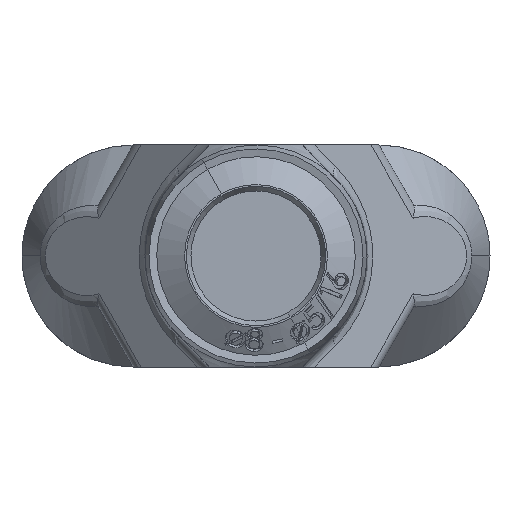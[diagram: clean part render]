
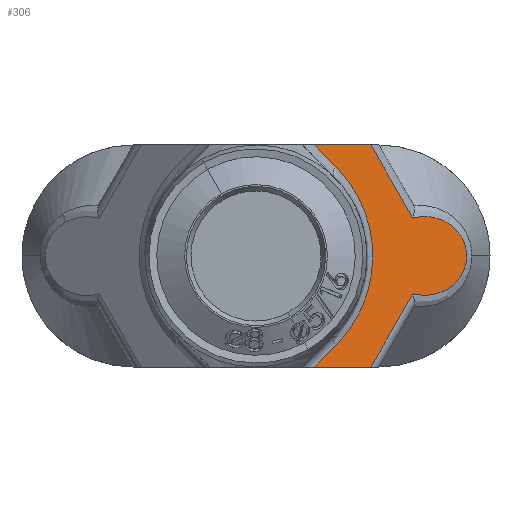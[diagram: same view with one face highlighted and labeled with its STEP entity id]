
A CAD part, front view. The second image highlights one B-rep face of the part: STEP entity #306.
In plain terms, the highlighted planar face has unit normal (0.643, -0.766, 0).
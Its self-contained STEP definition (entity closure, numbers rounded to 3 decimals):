
#306 = ADVANCED_FACE ( 'NONE', ( #10160 ), #10516, .F. ) ;
#378 = VERTEX_POINT ( 'NONE', #12463 ) ;
#379 = VERTEX_POINT ( 'NONE', #12464 ) ;
#380 = VERTEX_POINT ( 'NONE', #12465 ) ;
#382 = VERTEX_POINT ( 'NONE', #12467 ) ;
#383 = VERTEX_POINT ( 'NONE', #12468 ) ;
#384 = VERTEX_POINT ( 'NONE', #12469 ) ;
#409 = VERTEX_POINT ( 'NONE', #12494 ) ;
#410 = VERTEX_POINT ( 'NONE', #12495 ) ;
#1542 = EDGE_LOOP ( 'NONE', ( #2048, #2049, #2050, #2051, #2052, #2053, #2054, #2055 ) ) ;
#1606 = EDGE_CURVE ( 'NONE', #382, #379, #15121, .T. ) ;
#1609 = EDGE_CURVE ( 'NONE', #384, #380, #15123, .T. ) ;
#1613 = EDGE_CURVE ( 'NONE', #380, #383, #10332, .T. ) ;
#1616 = EDGE_CURVE ( 'NONE', #378, #382, #10336, .T. ) ;
#1652 = EDGE_CURVE ( 'NONE', #379, #409, #16355, .T. ) ;
#1653 = EDGE_CURVE ( 'NONE', #410, #409, #16356, .T. ) ;
#1654 = EDGE_CURVE ( 'NONE', #410, #384, #16358, .T. ) ;
#1655 = EDGE_CURVE ( 'NONE', #378, #383, #16360, .T. ) ;
#2048 = ORIENTED_EDGE ( 'NONE', *, *, #1606, .T. ) ;
#2049 = ORIENTED_EDGE ( 'NONE', *, *, #1652, .T. ) ;
#2050 = ORIENTED_EDGE ( 'NONE', *, *, #1653, .F. ) ;
#2051 = ORIENTED_EDGE ( 'NONE', *, *, #1654, .T. ) ;
#2052 = ORIENTED_EDGE ( 'NONE', *, *, #1609, .T. ) ;
#2053 = ORIENTED_EDGE ( 'NONE', *, *, #1613, .T. ) ;
#2054 = ORIENTED_EDGE ( 'NONE', *, *, #1655, .F. ) ;
#2055 = ORIENTED_EDGE ( 'NONE', *, *, #1616, .T. ) ;
#9268 = AXIS2_PLACEMENT_3D ( 'NONE', #10524, #10525, #10526 ) ;
#10160 = FACE_OUTER_BOUND ( 'NONE', #1542, .T. ) ;
#10332 = LINE ( 'NONE', #15693, #10335 ) ;
#10335 = VECTOR ( 'NONE', #15696, 1000. ) ;
#10336 = LINE ( 'NONE', #15689, #10340 ) ;
#10340 = VECTOR ( 'NONE', #15702, 1000. ) ;
#10516 = PLANE ( 'NONE',  #9268 ) ;
#10524 = CARTESIAN_POINT ( 'NONE',  ( -9.067, -4.041, -7. ) ) ;
#10525 = DIRECTION ( 'NONE',  ( -0.643, 0.766, 0. ) ) ;
#10526 = DIRECTION ( 'NONE',  ( -0.766, -0.643, 0. ) ) ;
#12463 = CARTESIAN_POINT ( 'NONE',  ( 7.238, 9.64, -7. ) ) ;
#12464 = CARTESIAN_POINT ( 'NONE',  ( 9.9, 11.874, 2.39 ) ) ;
#12465 = CARTESIAN_POINT ( 'NONE',  ( 5.014, 7.774, -5.657 ) ) ;
#12467 = CARTESIAN_POINT ( 'NONE',  ( 9.9, 11.874, -2.39 ) ) ;
#12468 = CARTESIAN_POINT ( 'NONE',  ( 3.671, 6.647, -7. ) ) ;
#12469 = CARTESIAN_POINT ( 'NONE',  ( 5.014, 7.774, 5.657 ) ) ;
#12494 = CARTESIAN_POINT ( 'NONE',  ( 7.238, 9.64, 7. ) ) ;
#12495 = CARTESIAN_POINT ( 'NONE',  ( 3.671, 6.647, 7. ) ) ;
#15121 = B_SPLINE_CURVE_WITH_KNOTS ( 'NONE', 3,
 ( #15620, #15639, #15643, #15644, #15645, #15646, #15647, #15648, #15649, #15650, #15651, #15652, #15653, #15654, #15655, #15656, #15657, #15658, #15659, #15660, #15661, #15662, #15663, #15664, #15665, #15666, #15667, #15668, #15669, #15670, #15671, #15672 ),
 .UNSPECIFIED., .F., .F.,
 ( 4, 2, 2, 2, 2, 2, 2, 2, 2, 2, 2, 2, 2, 2, 2, 4 ),
 ( 0., 0.001, 0.003, 0.004, 0.004, 0.005, 0.006, 0.006, 0.006, 0.007, 0.007, 0.008, 0.009, 0.01, 0.011, 0.011 ),
 .UNSPECIFIED. ) ;
#15123 =( BOUNDED_CURVE ( )  B_SPLINE_CURVE ( 3, ( #15673, #15677, #15681, #15682 ),
 .UNSPECIFIED., .F., .F. ) 
 B_SPLINE_CURVE_WITH_KNOTS ( ( 4, 4 ),
 ( 2.356, 3.927 ),
 .UNSPECIFIED. ) 
 CURVE ( )  GEOMETRIC_REPRESENTATION_ITEM ( )  RATIONAL_B_SPLINE_CURVE ( ( 1., 0.805, 0.805, 1. ) ) 
 REPRESENTATION_ITEM ( '' )  );
#15620 = CARTESIAN_POINT ( 'NONE',  ( 9.9, 11.874, -2.39 ) ) ;
#15639 = CARTESIAN_POINT ( 'NONE',  ( 10.256, 12.173, -2.481 ) ) ;
#15643 = CARTESIAN_POINT ( 'NONE',  ( 10.621, 12.479, -2.507 ) ) ;
#15644 = CARTESIAN_POINT ( 'NONE',  ( 11.336, 13.078, -2.424 ) ) ;
#15645 = CARTESIAN_POINT ( 'NONE',  ( 11.695, 13.379, -2.312 ) ) ;
#15646 = CARTESIAN_POINT ( 'NONE',  ( 12.188, 13.793, -2.028 ) ) ;
#15647 = CARTESIAN_POINT ( 'NONE',  ( 12.348, 13.927, -1.912 ) ) ;
#15648 = CARTESIAN_POINT ( 'NONE',  ( 12.642, 14.175, -1.636 ) ) ;
#15649 = CARTESIAN_POINT ( 'NONE',  ( 12.777, 14.288, -1.479 ) ) ;
#15650 = CARTESIAN_POINT ( 'NONE',  ( 13.011, 14.484, -1.115 ) ) ;
#15651 = CARTESIAN_POINT ( 'NONE',  ( 13.108, 14.565, -0.913 ) ) ;
#15652 = CARTESIAN_POINT ( 'NONE',  ( 13.243, 14.679, -0.471 ) ) ;
#15653 = CARTESIAN_POINT ( 'NONE',  ( 13.279, 14.709, -0.238 ) ) ;
#15654 = CARTESIAN_POINT ( 'NONE',  ( 13.279, 14.709, 0.119 ) ) ;
#15655 = CARTESIAN_POINT ( 'NONE',  ( 13.27, 14.701, 0.239 ) ) ;
#15656 = CARTESIAN_POINT ( 'NONE',  ( 13.234, 14.671, 0.473 ) ) ;
#15657 = CARTESIAN_POINT ( 'NONE',  ( 13.208, 14.649, 0.586 ) ) ;
#15658 = CARTESIAN_POINT ( 'NONE',  ( 13.14, 14.593, 0.805 ) ) ;
#15659 = CARTESIAN_POINT ( 'NONE',  ( 13.099, 14.558, 0.913 ) ) ;
#15660 = CARTESIAN_POINT ( 'NONE',  ( 13.003, 14.478, 1.115 ) ) ;
#15661 = CARTESIAN_POINT ( 'NONE',  ( 12.95, 14.433, 1.21 ) ) ;
#15662 = CARTESIAN_POINT ( 'NONE',  ( 12.775, 14.286, 1.481 ) ) ;
#15663 = CARTESIAN_POINT ( 'NONE',  ( 12.638, 14.171, 1.641 ) ) ;
#15664 = CARTESIAN_POINT ( 'NONE',  ( 12.344, 13.924, 1.914 ) ) ;
#15665 = CARTESIAN_POINT ( 'NONE',  ( 12.184, 13.79, 2.03 ) ) ;
#15666 = CARTESIAN_POINT ( 'NONE',  ( 11.687, 13.373, 2.316 ) ) ;
#15667 = CARTESIAN_POINT ( 'NONE',  ( 11.339, 13.081, 2.423 ) ) ;
#15668 = CARTESIAN_POINT ( 'NONE',  ( 10.8, 12.629, 2.486 ) ) ;
#15669 = CARTESIAN_POINT ( 'NONE',  ( 10.617, 12.476, 2.49 ) ) ;
#15670 = CARTESIAN_POINT ( 'NONE',  ( 10.257, 12.173, 2.464 ) ) ;
#15671 = CARTESIAN_POINT ( 'NONE',  ( 10.078, 12.023, 2.435 ) ) ;
#15672 = CARTESIAN_POINT ( 'NONE',  ( 9.9, 11.874, 2.39 ) ) ;
#15673 = CARTESIAN_POINT ( 'NONE',  ( 5.014, 7.774, 5.657 ) ) ;
#15677 = CARTESIAN_POINT ( 'NONE',  ( 8.328, 10.554, 2.343 ) ) ;
#15681 = CARTESIAN_POINT ( 'NONE',  ( 8.328, 10.554, -2.343 ) ) ;
#15682 = CARTESIAN_POINT ( 'NONE',  ( 5.014, 7.774, -5.657 ) ) ;
#15689 = CARTESIAN_POINT ( 'NONE',  ( 1.331, 4.684, -17.231 ) ) ;
#15693 = CARTESIAN_POINT ( 'NONE',  ( 3.185, 6.239, -7.486 ) ) ;
#15696 = DIRECTION ( 'NONE',  ( -0.608, -0.51, -0.608 ) ) ;
#15702 = DIRECTION ( 'NONE',  ( 0.461, 0.387, 0.799 ) ) ;
#15805 = CARTESIAN_POINT ( 'NONE',  ( 7.424, 9.796, 6.679 ) ) ;
#15806 = DIRECTION ( 'NONE',  ( -0.461, -0.387, 0.799 ) ) ;
#15807 = CARTESIAN_POINT ( 'NONE',  ( 5.785, 8.42, 7. ) ) ;
#15808 = DIRECTION ( 'NONE',  ( 0.766, 0.643, 0. ) ) ;
#15809 = CARTESIAN_POINT ( 'NONE',  ( 5.235, 7.959, 5.436 ) ) ;
#15810 = DIRECTION ( 'NONE',  ( 0.608, 0.51, -0.608 ) ) ;
#15811 = CARTESIAN_POINT ( 'NONE',  ( 5.785, 8.42, -7. ) ) ;
#15812 = DIRECTION ( 'NONE',  ( -0.766, -0.643, 0. ) ) ;
#16355 = LINE ( 'NONE', #15805, #16357 ) ;
#16356 = LINE ( 'NONE', #15807, #16359 ) ;
#16357 = VECTOR ( 'NONE', #15806, 1000. ) ;
#16358 = LINE ( 'NONE', #15809, #16361 ) ;
#16359 = VECTOR ( 'NONE', #15808, 1000. ) ;
#16360 = LINE ( 'NONE', #15811, #16362 ) ;
#16361 = VECTOR ( 'NONE', #15810, 1000. ) ;
#16362 = VECTOR ( 'NONE', #15812, 1000. ) ;
